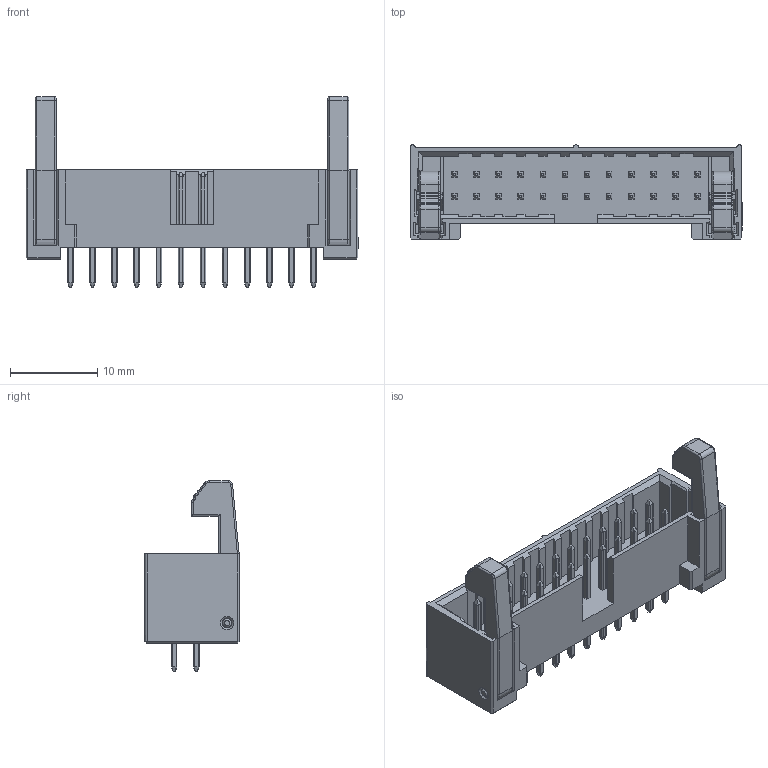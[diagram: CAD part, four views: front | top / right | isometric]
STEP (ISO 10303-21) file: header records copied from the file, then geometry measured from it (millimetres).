
FILE_DESCRIPTION( ('This file contains a STEP AP42 implementation' ,'as created by ZW3D STEP Interface translator.') ,'2;1' );
FILE_NAME( '3212-XXSXXBSX1.stp' ,'231130.104747', (''), ('ZWCAD Software Co.'), 'Version 1.0', 'ZW3D to STEP translator', '' );
FILE_SCHEMA(('AUTOMOTIVE_DESIGN { 1 0 10303 214 1 1 1 1 }'));
Length unit declared in the file: millimetre
Products named in the file (2): 0; 3212-24SS0BSA1
Bounding box: 38.14 x 10.85 x 21.9 mm (x, y, z)
Volume: 1778.4 mm3; surface area: 3573.8 mm2
Topology: 1 solids, 3 shells, 1515 faces, 3643 edges, 2000 vertices
Faces by surface type: plane 968, cylinder 277, bspline 224, torus 36, cone 6, sphere 4
Full cylindrical faces by diameter (mm): 0.8 x2, 1 x4, 1.1 x4
Entity records: 43931 total; most frequent: CARTESIAN_POINT 10036, ORIENTED_EDGE 6910, DIRECTION 6225, EDGE_CURVE 3455, VECTOR 2757, LINE 2757, VERTEX_POINT 2004, AXIS2_PLACEMENT_3D 1734
